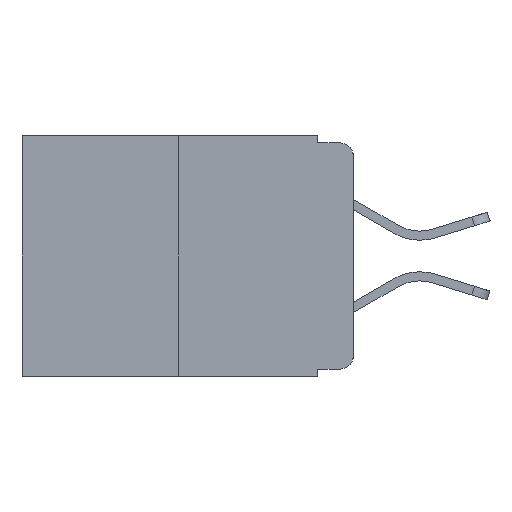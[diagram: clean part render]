
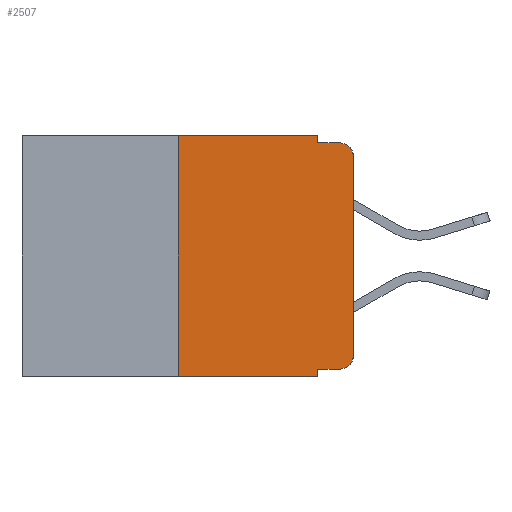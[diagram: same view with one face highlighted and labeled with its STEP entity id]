
A CAD part, left-side view. The second image highlights one B-rep face of the part: STEP entity #2507.
In plain terms, the highlighted planar face has unit normal (-1, 0, 0).
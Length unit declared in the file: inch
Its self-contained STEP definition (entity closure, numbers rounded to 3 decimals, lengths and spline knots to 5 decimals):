
#432 = DIRECTION ( 'NONE',  ( 0., -1., 0. ) ) ;
#624 = EDGE_CURVE ( 'NONE', #7016, #9574, #6716, .T. ) ;
#943 = CARTESIAN_POINT ( 'NONE',  ( 0., 0.051, 0. ) ) ;
#1350 = CARTESIAN_POINT ( 'NONE',  ( 0., 0.02, -0.333 ) ) ;
#1690 = EDGE_CURVE ( 'NONE', #2750, #3186, #12284, .T. ) ;
#1745 = VERTEX_POINT ( 'NONE', #15429 ) ;
#1770 = FACE_OUTER_BOUND ( 'NONE', #4307, .T. ) ;
#1937 = VERTEX_POINT ( 'NONE', #9080 ) ;
#1963 = CARTESIAN_POINT ( 'NONE',  ( 0., 0.051, -0.01 ) ) ;
#1977 = ORIENTED_EDGE ( 'NONE', *, *, #3130, .T. ) ;
#2057 = VECTOR ( 'NONE', #5134, 39.37008 ) ;
#2313 = CARTESIAN_POINT ( 'NONE',  ( 0., 0.051, -0.01 ) ) ;
#2462 = VERTEX_POINT ( 'NONE', #1963 ) ;
#2470 = DIRECTION ( 'NONE',  ( 0., -1., 0. ) ) ;
#2507 = ADVANCED_FACE ( 'NONE', ( #1770 ), #18793, .F. ) ;
#2615 = LINE ( 'NONE', #943, #19309 ) ;
#2750 = VERTEX_POINT ( 'NONE', #13685 ) ;
#3130 = EDGE_CURVE ( 'NONE', #15218, #2750, #9142, .T. ) ;
#3186 = VERTEX_POINT ( 'NONE', #4345 ) ;
#3439 = CARTESIAN_POINT ( 'NONE',  ( 0., 0.473, 0. ) ) ;
#3828 = CARTESIAN_POINT ( 'NONE',  ( 0., 0.051, -0.333 ) ) ;
#3851 = DIRECTION ( 'NONE',  ( 0., 0., -1. ) ) ;
#4207 = ORIENTED_EDGE ( 'NONE', *, *, #13665, .T. ) ;
#4307 = EDGE_LOOP ( 'NONE', ( #8336, #4207, #12333, #17889, #6823, #16705, #9168, #9697, #14989, #1977 ) ) ;
#4345 = CARTESIAN_POINT ( 'NONE',  ( 0., 0., -0.03 ) ) ;
#4549 = DIRECTION ( 'NONE',  ( 0., 0., -1. ) ) ;
#4647 = LINE ( 'NONE', #18072, #5473 ) ;
#4702 = AXIS2_PLACEMENT_3D ( 'NONE', #14649, #17598, #3851 ) ;
#5134 = DIRECTION ( 'NONE',  ( 0., 0., 1. ) ) ;
#5246 = CARTESIAN_POINT ( 'NONE',  ( 0., 0.473, -0.343 ) ) ;
#5473 = VECTOR ( 'NONE', #4549, 39.37008 ) ;
#6034 = VECTOR ( 'NONE', #18749, 39.37008 ) ;
#6036 = VECTOR ( 'NONE', #16939, 39.37008 ) ;
#6049 = CARTESIAN_POINT ( 'NONE',  ( 0., 0.02, -0.01 ) ) ;
#6145 = AXIS2_PLACEMENT_3D ( 'NONE', #6629, #9595, #18662 ) ;
#6348 = VECTOR ( 'NONE', #2470, 39.37008 ) ;
#6629 = CARTESIAN_POINT ( 'NONE',  ( 0., 0.02, -0.03 ) ) ;
#6716 = LINE ( 'NONE', #12768, #6034 ) ;
#6823 = ORIENTED_EDGE ( 'NONE', *, *, #18854, .F. ) ;
#7016 = VERTEX_POINT ( 'NONE', #16870 ) ;
#7536 = VECTOR ( 'NONE', #432, 39.37008 ) ;
#7606 = EDGE_CURVE ( 'NONE', #2462, #7918, #18601, .T. ) ;
#7918 = VERTEX_POINT ( 'NONE', #6049 ) ;
#8192 = EDGE_CURVE ( 'NONE', #7016, #1745, #12792, .T. ) ;
#8336 = ORIENTED_EDGE ( 'NONE', *, *, #1690, .T. ) ;
#8589 = CARTESIAN_POINT ( 'NONE',  ( 0., 0.473, 0. ) ) ;
#8639 = DIRECTION ( 'NONE',  ( 0., 0., -1. ) ) ;
#8670 = VERTEX_POINT ( 'NONE', #16096 ) ;
#9080 = CARTESIAN_POINT ( 'NONE',  ( 0., 0.051, 0. ) ) ;
#9142 = CIRCLE ( 'NONE', #4702, 0.02 ) ;
#9168 = ORIENTED_EDGE ( 'NONE', *, *, #8192, .T. ) ;
#9574 = VERTEX_POINT ( 'NONE', #11698 ) ;
#9595 = DIRECTION ( 'NONE',  ( -1., 0., 0. ) ) ;
#9697 = ORIENTED_EDGE ( 'NONE', *, *, #11562, .F. ) ;
#10067 = LINE ( 'NONE', #8589, #7536 ) ;
#10072 = EDGE_CURVE ( 'NONE', #8670, #15218, #14716, .T. ) ;
#10345 = VECTOR ( 'NONE', #11288, 39.37008 ) ;
#10597 = AXIS2_PLACEMENT_3D ( 'NONE', #3439, #17329, #15856 ) ;
#11288 = DIRECTION ( 'NONE',  ( 0., -1., 0. ) ) ;
#11562 = EDGE_CURVE ( 'NONE', #8670, #1745, #2615, .T. ) ;
#11698 = CARTESIAN_POINT ( 'NONE',  ( 0., 0.25, 0. ) ) ;
#11809 = CIRCLE ( 'NONE', #6145, 0.02 ) ;
#12237 = EDGE_CURVE ( 'NONE', #1937, #2462, #4647, .T. ) ;
#12284 = LINE ( 'NONE', #12673, #2057 ) ;
#12333 = ORIENTED_EDGE ( 'NONE', *, *, #7606, .F. ) ;
#12673 = CARTESIAN_POINT ( 'NONE',  ( 0., 0., 0. ) ) ;
#12768 = CARTESIAN_POINT ( 'NONE',  ( 0., 0.25, 0. ) ) ;
#12792 = LINE ( 'NONE', #5246, #10345 ) ;
#13665 = EDGE_CURVE ( 'NONE', #3186, #7918, #11809, .T. ) ;
#13685 = CARTESIAN_POINT ( 'NONE',  ( 0., 0., -0.313 ) ) ;
#14649 = CARTESIAN_POINT ( 'NONE',  ( 0., 0.02, -0.313 ) ) ;
#14716 = LINE ( 'NONE', #3828, #6348 ) ;
#14989 = ORIENTED_EDGE ( 'NONE', *, *, #10072, .T. ) ;
#15218 = VERTEX_POINT ( 'NONE', #1350 ) ;
#15429 = CARTESIAN_POINT ( 'NONE',  ( 0., 0.051, -0.343 ) ) ;
#15856 = DIRECTION ( 'NONE',  ( 0., 0., -1. ) ) ;
#16096 = CARTESIAN_POINT ( 'NONE',  ( 0., 0.051, -0.333 ) ) ;
#16705 = ORIENTED_EDGE ( 'NONE', *, *, #624, .F. ) ;
#16870 = CARTESIAN_POINT ( 'NONE',  ( 0., 0.25, -0.343 ) ) ;
#16939 = DIRECTION ( 'NONE',  ( 0., -1., 0. ) ) ;
#17329 = DIRECTION ( 'NONE',  ( 1., 0., 0. ) ) ;
#17598 = DIRECTION ( 'NONE',  ( -1., 0., 0. ) ) ;
#17889 = ORIENTED_EDGE ( 'NONE', *, *, #12237, .F. ) ;
#18072 = CARTESIAN_POINT ( 'NONE',  ( 0., 0.051, 0. ) ) ;
#18601 = LINE ( 'NONE', #2313, #6036 ) ;
#18662 = DIRECTION ( 'NONE',  ( 0., 0., -1. ) ) ;
#18749 = DIRECTION ( 'NONE',  ( 0., 0., 1. ) ) ;
#18793 = PLANE ( 'NONE',  #10597 ) ;
#18854 = EDGE_CURVE ( 'NONE', #9574, #1937, #10067, .T. ) ;
#19309 = VECTOR ( 'NONE', #8639, 39.37008 ) ;
